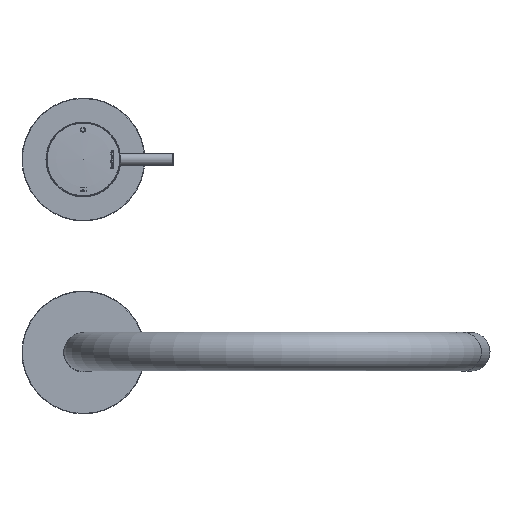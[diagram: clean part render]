
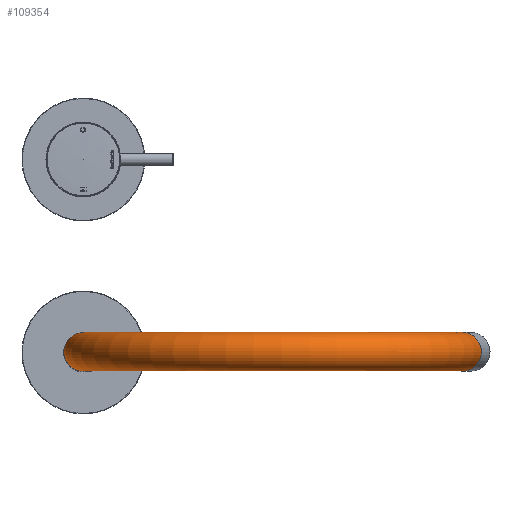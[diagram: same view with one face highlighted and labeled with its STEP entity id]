
A CAD part, top view. The second image highlights one B-rep face of the part: STEP entity #109354.
In plain terms, the highlighted toroidal (fillet/blend) face has major radius 110 mm and minor radius 11 mm.
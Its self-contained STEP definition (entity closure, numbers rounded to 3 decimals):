
#15167=TOROIDAL_SURFACE('',#115204,110.,11.);
#16528=ORIENTED_EDGE('',*,*,#39462,.F.);
#16529=ORIENTED_EDGE('',*,*,#39463,.T.);
#39462=EDGE_CURVE('',#50954,#50954,#57631,.T.);
#39463=EDGE_CURVE('',#50955,#50955,#57632,.T.);
#50954=VERTEX_POINT('',#123408);
#50955=VERTEX_POINT('',#123411);
#57631=CIRCLE('',#115203,11.);
#57632=CIRCLE('',#115205,11.);
#58364=EDGE_LOOP('',(#16528));
#58365=EDGE_LOOP('',(#16529));
#64254=FACE_BOUND('',#58364,.T.);
#64255=FACE_BOUND('',#58365,.T.);
#109354=ADVANCED_FACE('',(#64254,#64255),#15167,.T.);
#115203=AXIS2_PLACEMENT_3D('',#123407,#117907,#117908);
#115204=AXIS2_PLACEMENT_3D('',#123409,#117909,#117910);
#115205=AXIS2_PLACEMENT_3D('',#123410,#117911,#117912);
#117907=DIRECTION('',(0.259,-0.966,0.));
#117908=DIRECTION('',(0.,0.,1.));
#117909=DIRECTION('',(0.,0.,-1.));
#117910=DIRECTION('',(-1.,0.,0.));
#117911=DIRECTION('',(0.,1.,0.));
#117912=DIRECTION('',(0.,0.,1.));
#123407=CARTESIAN_POINT('',(216.252,164.87,0.));
#123408=CARTESIAN_POINT('',(216.252,164.87,11.));
#123409=CARTESIAN_POINT('',(110.,136.4,0.));
#123410=CARTESIAN_POINT('',(0.,136.4,0.));
#123411=CARTESIAN_POINT('',(0.,136.4,11.));
